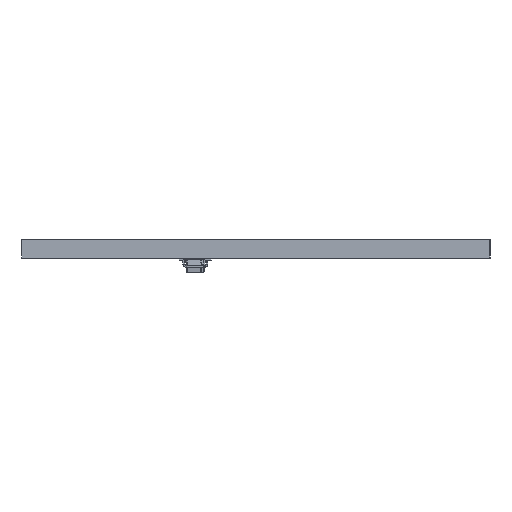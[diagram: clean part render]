
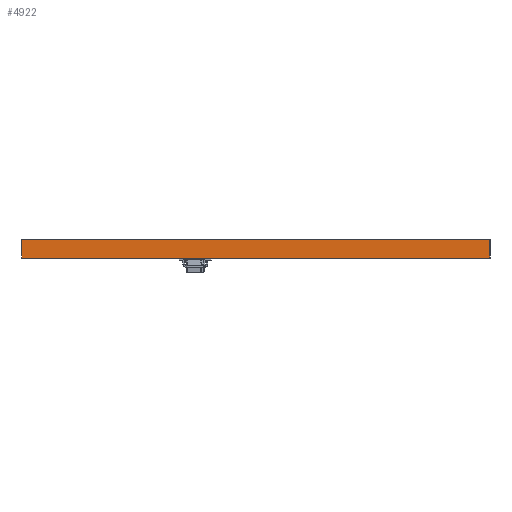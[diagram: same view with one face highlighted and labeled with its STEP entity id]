
A CAD part, left-side view. The second image highlights one B-rep face of the part: STEP entity #4922.
In plain terms, the highlighted planar face has unit normal (-1, 0, 0).
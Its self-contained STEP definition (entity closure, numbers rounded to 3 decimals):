
#4922 = ADVANCED_FACE('',(#4923),#4937,.T.);
#4923 = FACE_BOUND('',#4924,.T.);
#4924 = EDGE_LOOP('',(#4925,#4960,#4988,#5016));
#4925 = ORIENTED_EDGE('',*,*,#4926,.T.);
#4926 = EDGE_CURVE('',#4927,#4929,#4931,.T.);
#4927 = VERTEX_POINT('',#4928);
#4928 = CARTESIAN_POINT('',(49.5,-70.005,0.));
#4929 = VERTEX_POINT('',#4930);
#4930 = CARTESIAN_POINT('',(49.5,-70.005,1.6));
#4931 = SURFACE_CURVE('',#4932,(#4936,#4948),.PCURVE_S1.);
#4932 = LINE('',#4933,#4934);
#4933 = CARTESIAN_POINT('',(49.5,-70.005,0.));
#4934 = VECTOR('',#4935,1.);
#4935 = DIRECTION('',(0.,0.,1.));
#4936 = PCURVE('',#4937,#4942);
#4937 = PLANE('',#4938);
#4938 = AXIS2_PLACEMENT_3D('',#4939,#4940,#4941);
#4939 = CARTESIAN_POINT('',(49.5,-70.005,0.));
#4940 = DIRECTION('',(-1.,0.,0.));
#4941 = DIRECTION('',(0.,1.,0.));
#4942 = DEFINITIONAL_REPRESENTATION('',(#4943),#4947);
#4943 = LINE('',#4944,#4945);
#4944 = CARTESIAN_POINT('',(0.,0.));
#4945 = VECTOR('',#4946,1.);
#4946 = DIRECTION('',(0.,-1.));
#4947 = ( GEOMETRIC_REPRESENTATION_CONTEXT(2) 
PARAMETRIC_REPRESENTATION_CONTEXT() REPRESENTATION_CONTEXT('2D SPACE',''
  ) );
#4948 = PCURVE('',#4949,#4954);
#4949 = PLANE('',#4950);
#4950 = AXIS2_PLACEMENT_3D('',#4951,#4952,#4953);
#4951 = CARTESIAN_POINT('',(107.5,-70.005,0.));
#4952 = DIRECTION('',(0.,-1.,0.));
#4953 = DIRECTION('',(-1.,0.,0.));
#4954 = DEFINITIONAL_REPRESENTATION('',(#4955),#4959);
#4955 = LINE('',#4956,#4957);
#4956 = CARTESIAN_POINT('',(58.,0.));
#4957 = VECTOR('',#4958,1.);
#4958 = DIRECTION('',(0.,-1.));
#4959 = ( GEOMETRIC_REPRESENTATION_CONTEXT(2) 
PARAMETRIC_REPRESENTATION_CONTEXT() REPRESENTATION_CONTEXT('2D SPACE',''
  ) );
#4960 = ORIENTED_EDGE('',*,*,#4961,.T.);
#4961 = EDGE_CURVE('',#4929,#4962,#4964,.T.);
#4962 = VERTEX_POINT('',#4963);
#4963 = CARTESIAN_POINT('',(49.5,-29.995,1.6));
#4964 = SURFACE_CURVE('',#4965,(#4969,#4976),.PCURVE_S1.);
#4965 = LINE('',#4966,#4967);
#4966 = CARTESIAN_POINT('',(49.5,-70.005,1.6));
#4967 = VECTOR('',#4968,1.);
#4968 = DIRECTION('',(0.,1.,0.));
#4969 = PCURVE('',#4937,#4970);
#4970 = DEFINITIONAL_REPRESENTATION('',(#4971),#4975);
#4971 = LINE('',#4972,#4973);
#4972 = CARTESIAN_POINT('',(0.,-1.6));
#4973 = VECTOR('',#4974,1.);
#4974 = DIRECTION('',(1.,0.));
#4975 = ( GEOMETRIC_REPRESENTATION_CONTEXT(2) 
PARAMETRIC_REPRESENTATION_CONTEXT() REPRESENTATION_CONTEXT('2D SPACE',''
  ) );
#4976 = PCURVE('',#4977,#4982);
#4977 = PLANE('',#4978);
#4978 = AXIS2_PLACEMENT_3D('',#4979,#4980,#4981);
#4979 = CARTESIAN_POINT('',(78.5,-50.,1.6));
#4980 = DIRECTION('',(-0.,-0.,-1.));
#4981 = DIRECTION('',(-1.,0.,0.));
#4982 = DEFINITIONAL_REPRESENTATION('',(#4983),#4987);
#4983 = LINE('',#4984,#4985);
#4984 = CARTESIAN_POINT('',(29.,-20.005));
#4985 = VECTOR('',#4986,1.);
#4986 = DIRECTION('',(0.,1.));
#4987 = ( GEOMETRIC_REPRESENTATION_CONTEXT(2) 
PARAMETRIC_REPRESENTATION_CONTEXT() REPRESENTATION_CONTEXT('2D SPACE',''
  ) );
#4988 = ORIENTED_EDGE('',*,*,#4989,.F.);
#4989 = EDGE_CURVE('',#4990,#4962,#4992,.T.);
#4990 = VERTEX_POINT('',#4991);
#4991 = CARTESIAN_POINT('',(49.5,-29.995,0.));
#4992 = SURFACE_CURVE('',#4993,(#4997,#5004),.PCURVE_S1.);
#4993 = LINE('',#4994,#4995);
#4994 = CARTESIAN_POINT('',(49.5,-29.995,0.));
#4995 = VECTOR('',#4996,1.);
#4996 = DIRECTION('',(0.,0.,1.));
#4997 = PCURVE('',#4937,#4998);
#4998 = DEFINITIONAL_REPRESENTATION('',(#4999),#5003);
#4999 = LINE('',#5000,#5001);
#5000 = CARTESIAN_POINT('',(40.009,0.));
#5001 = VECTOR('',#5002,1.);
#5002 = DIRECTION('',(0.,-1.));
#5003 = ( GEOMETRIC_REPRESENTATION_CONTEXT(2) 
PARAMETRIC_REPRESENTATION_CONTEXT() REPRESENTATION_CONTEXT('2D SPACE',''
  ) );
#5004 = PCURVE('',#5005,#5010);
#5005 = PLANE('',#5006);
#5006 = AXIS2_PLACEMENT_3D('',#5007,#5008,#5009);
#5007 = CARTESIAN_POINT('',(49.5,-29.995,0.));
#5008 = DIRECTION('',(0.,1.,0.));
#5009 = DIRECTION('',(1.,0.,0.));
#5010 = DEFINITIONAL_REPRESENTATION('',(#5011),#5015);
#5011 = LINE('',#5012,#5013);
#5012 = CARTESIAN_POINT('',(0.,0.));
#5013 = VECTOR('',#5014,1.);
#5014 = DIRECTION('',(0.,-1.));
#5015 = ( GEOMETRIC_REPRESENTATION_CONTEXT(2) 
PARAMETRIC_REPRESENTATION_CONTEXT() REPRESENTATION_CONTEXT('2D SPACE',''
  ) );
#5016 = ORIENTED_EDGE('',*,*,#5017,.F.);
#5017 = EDGE_CURVE('',#4927,#4990,#5018,.T.);
#5018 = SURFACE_CURVE('',#5019,(#5023,#5030),.PCURVE_S1.);
#5019 = LINE('',#5020,#5021);
#5020 = CARTESIAN_POINT('',(49.5,-70.005,0.));
#5021 = VECTOR('',#5022,1.);
#5022 = DIRECTION('',(0.,1.,0.));
#5023 = PCURVE('',#4937,#5024);
#5024 = DEFINITIONAL_REPRESENTATION('',(#5025),#5029);
#5025 = LINE('',#5026,#5027);
#5026 = CARTESIAN_POINT('',(0.,0.));
#5027 = VECTOR('',#5028,1.);
#5028 = DIRECTION('',(1.,0.));
#5029 = ( GEOMETRIC_REPRESENTATION_CONTEXT(2) 
PARAMETRIC_REPRESENTATION_CONTEXT() REPRESENTATION_CONTEXT('2D SPACE',''
  ) );
#5030 = PCURVE('',#5031,#5036);
#5031 = PLANE('',#5032);
#5032 = AXIS2_PLACEMENT_3D('',#5033,#5034,#5035);
#5033 = CARTESIAN_POINT('',(78.5,-50.,0.));
#5034 = DIRECTION('',(-0.,-0.,-1.));
#5035 = DIRECTION('',(-1.,0.,0.));
#5036 = DEFINITIONAL_REPRESENTATION('',(#5037),#5041);
#5037 = LINE('',#5038,#5039);
#5038 = CARTESIAN_POINT('',(29.,-20.005));
#5039 = VECTOR('',#5040,1.);
#5040 = DIRECTION('',(0.,1.));
#5041 = ( GEOMETRIC_REPRESENTATION_CONTEXT(2) 
PARAMETRIC_REPRESENTATION_CONTEXT() REPRESENTATION_CONTEXT('2D SPACE',''
  ) );
